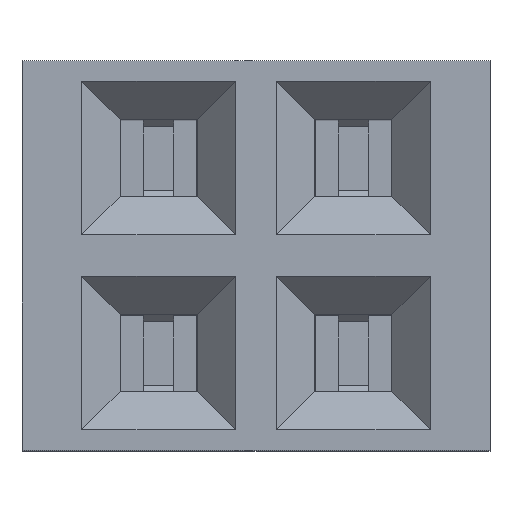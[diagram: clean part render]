
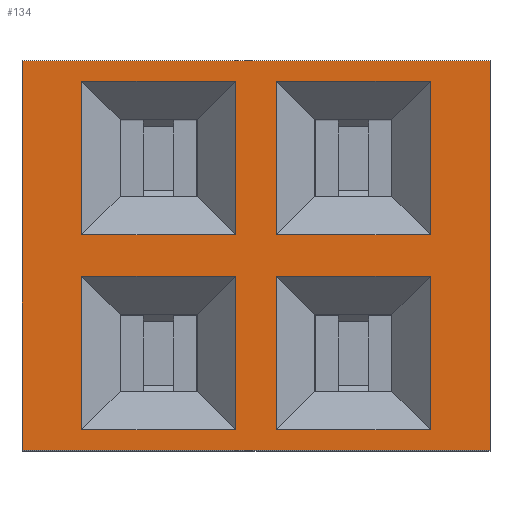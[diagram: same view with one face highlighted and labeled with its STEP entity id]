
A CAD part, top view. The second image highlights one B-rep face of the part: STEP entity #134.
In plain terms, the highlighted planar face has unit normal (0, 0, 1).
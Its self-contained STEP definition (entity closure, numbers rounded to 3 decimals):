
#23=VERTEX_POINT('',#24);
#24=CARTESIAN_POINT('',(0.89,-1.905,4.4));
#28=EDGE_CURVE('',#23,#29,#31,.T.);
#29=VERTEX_POINT('',#30);
#30=CARTESIAN_POINT('',(0.89,0.635,4.4));
#31=LINE('',#24,#32);
#32=VECTOR('',#33,1.);
#33=DIRECTION('',(0.,1.,0.));
#44=DIRECTION('',(-1.,0.,0.));
#55=VECTOR('',#56,1.);
#56=DIRECTION('',(1.,0.,0.));
#59=VERTEX_POINT('',#60);
#60=CARTESIAN_POINT('',(-2.16,-1.905,4.4));
#63=EDGE_CURVE('',#59,#23,#64,.T.);
#64=LINE('',#60,#55);
#93=VECTOR('',#44,1.);
#96=EDGE_CURVE('',#29,#97,#99,.T.);
#97=VERTEX_POINT('',#98);
#98=CARTESIAN_POINT('',(-2.16,0.635,4.4));
#99=LINE('',#30,#93);
#124=DIRECTION('',(0.,-1.,0.));
#133=DIRECTION('',(0.,0.,-1.));
#134=ADVANCED_FACE('',(#135,#144,#166,#196,#218),#240,.F.);
#135=FACE_BOUND('',#136,.F.);
#136=EDGE_LOOP('',(#137,#138,#139,#143));
#137=ORIENTED_EDGE('',*,*,#28,.F.);
#138=ORIENTED_EDGE('',*,*,#63,.F.);
#139=ORIENTED_EDGE('',*,*,#140,.F.);
#140=EDGE_CURVE('',#97,#59,#141,.T.);
#141=LINE('',#98,#142);
#142=VECTOR('',#124,1.);
#143=ORIENTED_EDGE('',*,*,#96,.F.);
#144=FACE_BOUND('',#145,.F.);
#145=EDGE_LOOP('',(#146,#153,#158,#163));
#146=ORIENTED_EDGE('',*,*,#147,.T.);
#147=EDGE_CURVE('',#148,#150,#152,.T.);
#148=VERTEX_POINT('',#149);
#149=CARTESIAN_POINT('',(-0.77,-0.5,4.4));
#150=VERTEX_POINT('',#151);
#151=CARTESIAN_POINT('',(-0.77,0.5,4.4));
#152=LINE('',#149,#32);
#153=ORIENTED_EDGE('',*,*,#154,.T.);
#154=EDGE_CURVE('',#150,#155,#157,.T.);
#155=VERTEX_POINT('',#156);
#156=CARTESIAN_POINT('',(-1.77,0.5,4.4));
#157=LINE('',#151,#93);
#158=ORIENTED_EDGE('',*,*,#159,.T.);
#159=EDGE_CURVE('',#155,#160,#162,.T.);
#160=VERTEX_POINT('',#161);
#161=CARTESIAN_POINT('',(-1.77,-0.5,4.4));
#162=LINE('',#156,#142);
#163=ORIENTED_EDGE('',*,*,#164,.T.);
#164=EDGE_CURVE('',#160,#148,#165,.T.);
#165=LINE('',#161,#55);
#166=FACE_BOUND('',#167,.F.);
#167=EDGE_LOOP('',(#168,#177,#184,#191));
#168=ORIENTED_EDGE('',*,*,#169,.T.);
#169=EDGE_CURVE('',#170,#172,#174,.T.);
#170=VERTEX_POINT('',#171);
#171=CARTESIAN_POINT('',(0.5,0.5,4.4));
#172=VERTEX_POINT('',#173);
#173=CARTESIAN_POINT('',(-0.5,0.5,4.4));
#174=LINE('',#171,#175);
#175=VECTOR('',#176,1.);
#176=DIRECTION('',(-1.,0.,0.));
#177=ORIENTED_EDGE('',*,*,#178,.T.);
#178=EDGE_CURVE('',#172,#179,#181,.T.);
#179=VERTEX_POINT('',#180);
#180=CARTESIAN_POINT('',(-0.5,-0.5,4.4));
#181=LINE('',#173,#182);
#182=VECTOR('',#183,1.);
#183=DIRECTION('',(0.,-1.,0.));
#184=ORIENTED_EDGE('',*,*,#185,.T.);
#185=EDGE_CURVE('',#179,#186,#188,.T.);
#186=VERTEX_POINT('',#187);
#187=CARTESIAN_POINT('',(0.5,-0.5,4.4));
#188=LINE('',#180,#189);
#189=VECTOR('',#190,1.);
#190=DIRECTION('',(1.,0.,0.));
#191=ORIENTED_EDGE('',*,*,#192,.T.);
#192=EDGE_CURVE('',#186,#170,#193,.T.);
#193=LINE('',#187,#194);
#194=VECTOR('',#195,1.);
#195=DIRECTION('',(0.,1.,0.));
#196=FACE_BOUND('',#197,.F.);
#197=EDGE_LOOP('',(#198,#205,#210,#215));
#198=ORIENTED_EDGE('',*,*,#199,.T.);
#199=EDGE_CURVE('',#200,#202,#204,.T.);
#200=VERTEX_POINT('',#201);
#201=CARTESIAN_POINT('',(-0.77,-0.77,4.4));
#202=VERTEX_POINT('',#203);
#203=CARTESIAN_POINT('',(-1.77,-0.77,4.4));
#204=LINE('',#201,#93);
#205=ORIENTED_EDGE('',*,*,#206,.T.);
#206=EDGE_CURVE('',#202,#207,#209,.T.);
#207=VERTEX_POINT('',#208);
#208=CARTESIAN_POINT('',(-1.77,-1.77,4.4));
#209=LINE('',#203,#142);
#210=ORIENTED_EDGE('',*,*,#211,.T.);
#211=EDGE_CURVE('',#207,#212,#214,.T.);
#212=VERTEX_POINT('',#213);
#213=CARTESIAN_POINT('',(-0.77,-1.77,4.4));
#214=LINE('',#208,#55);
#215=ORIENTED_EDGE('',*,*,#216,.T.);
#216=EDGE_CURVE('',#212,#200,#217,.T.);
#217=LINE('',#213,#32);
#218=FACE_BOUND('',#219,.F.);
#219=EDGE_LOOP('',(#220,#227,#232,#237));
#220=ORIENTED_EDGE('',*,*,#221,.T.);
#221=EDGE_CURVE('',#222,#224,#226,.T.);
#222=VERTEX_POINT('',#223);
#223=CARTESIAN_POINT('',(-0.5,-0.77,4.4));
#224=VERTEX_POINT('',#225);
#225=CARTESIAN_POINT('',(-0.5,-1.77,4.4));
#226=LINE('',#223,#182);
#227=ORIENTED_EDGE('',*,*,#228,.T.);
#228=EDGE_CURVE('',#224,#229,#231,.T.);
#229=VERTEX_POINT('',#230);
#230=CARTESIAN_POINT('',(0.5,-1.77,4.4));
#231=LINE('',#225,#189);
#232=ORIENTED_EDGE('',*,*,#233,.T.);
#233=EDGE_CURVE('',#229,#234,#236,.T.);
#234=VERTEX_POINT('',#235);
#235=CARTESIAN_POINT('',(0.5,-0.77,4.4));
#236=LINE('',#230,#194);
#237=ORIENTED_EDGE('',*,*,#238,.T.);
#238=EDGE_CURVE('',#234,#222,#239,.T.);
#239=LINE('',#235,#175);
#240=PLANE('',#241);
#241=AXIS2_PLACEMENT_3D('',#24,#133,#124);
